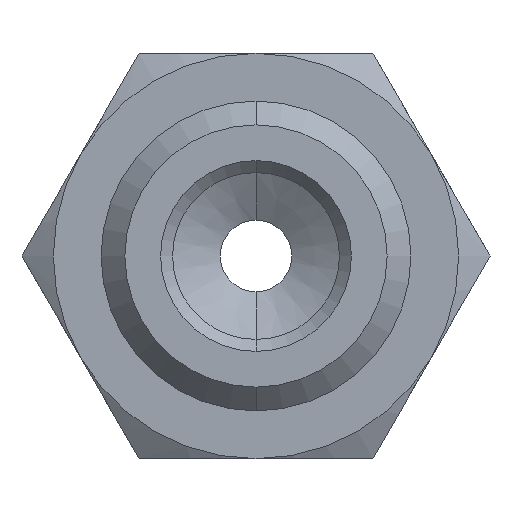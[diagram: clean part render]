
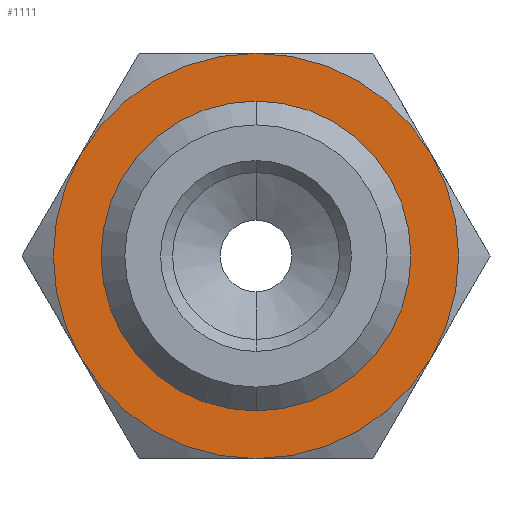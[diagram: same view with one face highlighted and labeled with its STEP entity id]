
A CAD part, front view. The second image highlights one B-rep face of the part: STEP entity #1111.
In plain terms, the highlighted planar face has unit normal (0, -1, 0).
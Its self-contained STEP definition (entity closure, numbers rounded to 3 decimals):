
#13 = AXIS2_PLACEMENT_3D ( 'NONE', #20, #19, #18 ) ;
#14 = CIRCLE ( 'NONE', #13, 8.5 ) ;
#16 = CARTESIAN_POINT ( 'NONE',  ( 0., 8., -8.5 ) ) ;
#18 = DIRECTION ( 'NONE',  ( 0., 0., -1. ) ) ;
#19 = DIRECTION ( 'NONE',  ( 0., -1., 0. ) ) ;
#20 = CARTESIAN_POINT ( 'NONE',  ( 0., 8., 0. ) ) ;
#67 = CARTESIAN_POINT ( 'NONE',  ( 0., 8., 8.5 ) ) ;
#111 = DIRECTION ( 'NONE',  ( 0., 0., -1. ) ) ;
#112 = AXIS2_PLACEMENT_3D ( 'NONE', #126, #135, #111 ) ;
#119 = CARTESIAN_POINT ( 'NONE',  ( 0., 8., 0. ) ) ;
#120 = DIRECTION ( 'NONE',  ( 0., -1., 0. ) ) ;
#121 = AXIS2_PLACEMENT_3D ( 'NONE', #119, #120, #124 ) ;
#123 = CIRCLE ( 'NONE', #121, 8.5 ) ;
#124 = DIRECTION ( 'NONE',  ( 0., 0., -1. ) ) ;
#126 = CARTESIAN_POINT ( 'NONE',  ( 0., 8., 0. ) ) ;
#130 = CARTESIAN_POINT ( 'NONE',  ( 7.361, 8., 4.25 ) ) ;
#134 = CIRCLE ( 'NONE', #112, 6.5 ) ;
#135 = DIRECTION ( 'NONE',  ( 0., -1., 0. ) ) ;
#205 = CARTESIAN_POINT ( 'NONE',  ( 7.361, 8., -4.25 ) ) ;
#633 = CARTESIAN_POINT ( 'NONE',  ( 0., 8., 0. ) ) ;
#636 = CARTESIAN_POINT ( 'NONE',  ( -7.361, 8., -4.25 ) ) ;
#638 = DIRECTION ( 'NONE',  ( 0., -1., 0. ) ) ;
#639 = CIRCLE ( 'NONE', #658, 8.5 ) ;
#641 = DIRECTION ( 'NONE',  ( 0., 0., -1. ) ) ;
#651 = CARTESIAN_POINT ( 'NONE',  ( -7.361, 8., 4.25 ) ) ;
#658 = AXIS2_PLACEMENT_3D ( 'NONE', #633, #638, #641 ) ;
#676 = DIRECTION ( 'NONE',  ( 0., 0., -1. ) ) ;
#677 = DIRECTION ( 'NONE',  ( 0., -1., 0. ) ) ;
#678 = CARTESIAN_POINT ( 'NONE',  ( 0., 8., 0. ) ) ;
#679 = CIRCLE ( 'NONE', #692, 8.5 ) ;
#692 = AXIS2_PLACEMENT_3D ( 'NONE', #678, #677, #676 ) ;
#751 = ORIENTED_EDGE ( 'NONE', *, *, #1357, .T. ) ;
#753 = ORIENTED_EDGE ( 'NONE', *, *, #1092, .T. ) ;
#755 = ORIENTED_EDGE ( 'NONE', *, *, #1461, .T. ) ;
#757 = ORIENTED_EDGE ( 'NONE', *, *, #1070, .F. ) ;
#768 = EDGE_CURVE ( 'NONE', #1465, #1457, #1507, .T. ) ;
#1059 = VERTEX_POINT ( 'NONE', #1948 ) ;
#1068 = VERTEX_POINT ( 'NONE', #1996 ) ;
#1070 = EDGE_CURVE ( 'NONE', #1059, #1068, #1975, .T. ) ;
#1092 = EDGE_CURVE ( 'NONE', #1387, #1465, #2017, .T. ) ;
#1097 = ORIENTED_EDGE ( 'NONE', *, *, #1452, .F. ) ;
#1110 = ORIENTED_EDGE ( 'NONE', *, *, #1346, .T. ) ;
#1111 = ADVANCED_FACE ( 'NONE', ( #2133, #2123 ), #2141, .T. ) ;
#1121 = ORIENTED_EDGE ( 'NONE', *, *, #1418, .T. ) ;
#1128 = EDGE_LOOP ( 'NONE', ( #757, #1097 ) ) ;
#1134 = ORIENTED_EDGE ( 'NONE', *, *, #768, .T. ) ;
#1151 = EDGE_LOOP ( 'NONE', ( #753, #1134, #1110, #1121, #755, #751 ) ) ;
#1346 = EDGE_CURVE ( 'NONE', #1457, #1440, #679, .T. ) ;
#1357 = EDGE_CURVE ( 'NONE', #1378, #1387, #639, .T. ) ;
#1370 = VERTEX_POINT ( 'NONE', #651 ) ;
#1378 = VERTEX_POINT ( 'NONE', #636 ) ;
#1387 = VERTEX_POINT ( 'NONE', #16 ) ;
#1418 = EDGE_CURVE ( 'NONE', #1440, #1370, #14, .T. ) ;
#1440 = VERTEX_POINT ( 'NONE', #67 ) ;
#1452 = EDGE_CURVE ( 'NONE', #1068, #1059, #134, .T. ) ;
#1457 = VERTEX_POINT ( 'NONE', #130 ) ;
#1461 = EDGE_CURVE ( 'NONE', #1370, #1378, #123, .T. ) ;
#1465 = VERTEX_POINT ( 'NONE', #205 ) ;
#1506 = AXIS2_PLACEMENT_3D ( 'NONE', #1518, #1517, #1516 ) ;
#1507 = CIRCLE ( 'NONE', #1506, 8.5 ) ;
#1516 = DIRECTION ( 'NONE',  ( 0., 0., -1. ) ) ;
#1517 = DIRECTION ( 'NONE',  ( 0., -1., 0. ) ) ;
#1518 = CARTESIAN_POINT ( 'NONE',  ( 0., 8., 0. ) ) ;
#1948 = CARTESIAN_POINT ( 'NONE',  ( 0., 8., -6.5 ) ) ;
#1957 = DIRECTION ( 'NONE',  ( 0., -1., 0. ) ) ;
#1974 = AXIS2_PLACEMENT_3D ( 'NONE', #2011, #1957, #2021 ) ;
#1975 = CIRCLE ( 'NONE', #1974, 6.5 ) ;
#1978 = DIRECTION ( 'NONE',  ( 0., -1., 0. ) ) ;
#1986 = DIRECTION ( 'NONE',  ( 0., 0., -1. ) ) ;
#1987 = AXIS2_PLACEMENT_3D ( 'NONE', #2016, #1978, #1986 ) ;
#1996 = CARTESIAN_POINT ( 'NONE',  ( 0., 8., 6.5 ) ) ;
#2011 = CARTESIAN_POINT ( 'NONE',  ( 0., 8., 0. ) ) ;
#2016 = CARTESIAN_POINT ( 'NONE',  ( 0., 8., 0. ) ) ;
#2017 = CIRCLE ( 'NONE', #1987, 8.5 ) ;
#2021 = DIRECTION ( 'NONE',  ( 0., 0., -1. ) ) ;
#2048 = DIRECTION ( 'NONE',  ( 0., 0., -1. ) ) ;
#2049 = CARTESIAN_POINT ( 'NONE',  ( 8.5, 8., 0. ) ) ;
#2050 = AXIS2_PLACEMENT_3D ( 'NONE', #2049, #2140, #2048 ) ;
#2123 = FACE_BOUND ( 'NONE', #1128, .T. ) ;
#2133 = FACE_OUTER_BOUND ( 'NONE', #1151, .T. ) ;
#2140 = DIRECTION ( 'NONE',  ( 0., -1., 0. ) ) ;
#2141 = PLANE ( 'NONE',  #2050 ) ;
